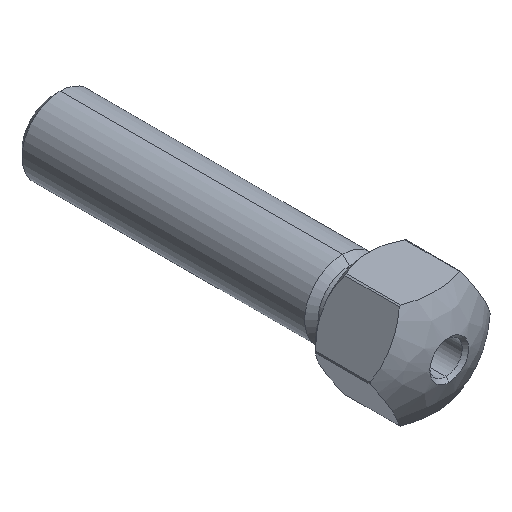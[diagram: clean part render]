
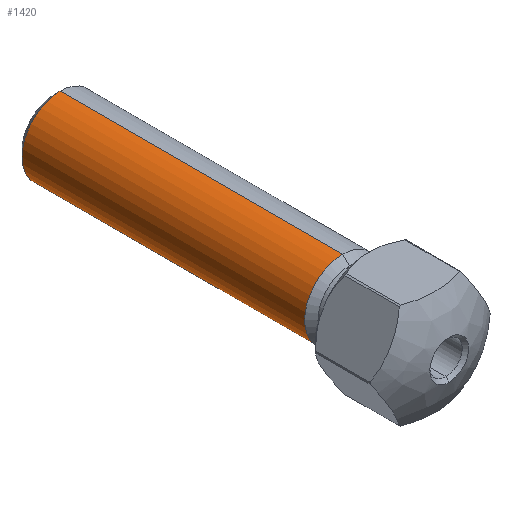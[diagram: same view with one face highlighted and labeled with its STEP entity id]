
A CAD part, isometric view. The second image highlights one B-rep face of the part: STEP entity #1420.
In plain terms, the highlighted cylindrical face has radius 8 mm (diameter 16 mm), a partial arc.
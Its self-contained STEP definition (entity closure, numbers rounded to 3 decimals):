
#38 = VECTOR ( 'NONE', #1001, 1000. ) ;
#42 = ORIENTED_EDGE ( 'NONE', *, *, #1017, .F. ) ;
#52 = LINE ( 'NONE', #209, #435 ) ;
#62 = EDGE_LOOP ( 'NONE', ( #42, #1324, #1175, #351 ) ) ;
#95 = CIRCLE ( 'NONE', #513, 8. ) ;
#208 = FACE_OUTER_BOUND ( 'NONE', #62, .T. ) ;
#209 = CARTESIAN_POINT ( 'NONE',  ( 0., -20.779, -8. ) ) ;
#285 = CYLINDRICAL_SURFACE ( 'NONE', #465, 8. ) ;
#343 = DIRECTION ( 'NONE',  ( 0., 0., -1. ) ) ;
#345 = DIRECTION ( 'NONE',  ( 0., 1., 0. ) ) ;
#348 = CARTESIAN_POINT ( 'NONE',  ( 0., 5.4, 0. ) ) ;
#351 = ORIENTED_EDGE ( 'NONE', *, *, #1443, .T. ) ;
#356 = DIRECTION ( 'NONE',  ( 0., 0., -1. ) ) ;
#358 = DIRECTION ( 'NONE',  ( 0., -1., 0. ) ) ;
#361 = CARTESIAN_POINT ( 'NONE',  ( 0., 64.75, 0. ) ) ;
#373 = LINE ( 'NONE', #1010, #38 ) ;
#411 = CARTESIAN_POINT ( 'NONE',  ( 0., 5.4, -8. ) ) ;
#435 = VECTOR ( 'NONE', #930, 1000. ) ;
#465 = AXIS2_PLACEMENT_3D ( 'NONE', #606, #618, #604 ) ;
#513 = AXIS2_PLACEMENT_3D ( 'NONE', #348, #345, #343 ) ;
#521 = AXIS2_PLACEMENT_3D ( 'NONE', #361, #358, #356 ) ;
#564 = VERTEX_POINT ( 'NONE', #1169 ) ;
#604 = DIRECTION ( 'NONE',  ( 0., 0., -1. ) ) ;
#606 = CARTESIAN_POINT ( 'NONE',  ( 0., -20.779, 0. ) ) ;
#618 = DIRECTION ( 'NONE',  ( 0., -1., 0. ) ) ;
#861 = EDGE_CURVE ( 'NONE', #1073, #1173, #52, .T. ) ;
#888 = CARTESIAN_POINT ( 'NONE',  ( 0., 64.75, -8. ) ) ;
#902 = CARTESIAN_POINT ( 'NONE',  ( 0., 64.75, 8. ) ) ;
#930 = DIRECTION ( 'NONE',  ( 0., -1., 0. ) ) ;
#1001 = DIRECTION ( 'NONE',  ( 0., -1., 0. ) ) ;
#1010 = CARTESIAN_POINT ( 'NONE',  ( 0., -20.779, 8. ) ) ;
#1017 = EDGE_CURVE ( 'NONE', #1065, #564, #373, .T. ) ;
#1065 = VERTEX_POINT ( 'NONE', #902 ) ;
#1073 = VERTEX_POINT ( 'NONE', #888 ) ;
#1169 = CARTESIAN_POINT ( 'NONE',  ( 0., 5.4, 8. ) ) ;
#1173 = VERTEX_POINT ( 'NONE', #411 ) ;
#1175 = ORIENTED_EDGE ( 'NONE', *, *, #861, .T. ) ;
#1324 = ORIENTED_EDGE ( 'NONE', *, *, #1438, .T. ) ;
#1420 = ADVANCED_FACE ( 'NONE', ( #208 ), #285, .T. ) ;
#1438 = EDGE_CURVE ( 'NONE', #1065, #1073, #1455, .T. ) ;
#1443 = EDGE_CURVE ( 'NONE', #1173, #564, #95, .T. ) ;
#1455 = CIRCLE ( 'NONE', #521, 8. ) ;
